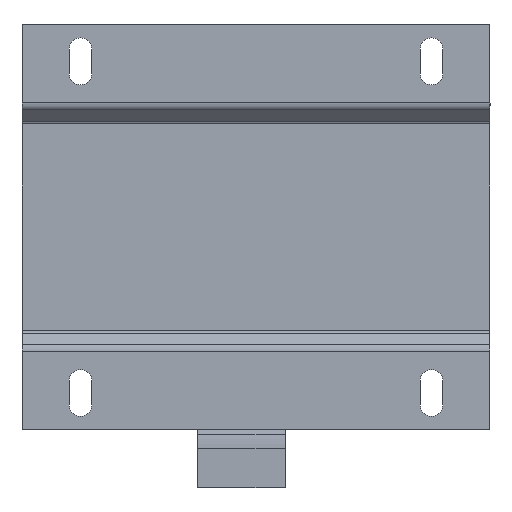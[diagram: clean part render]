
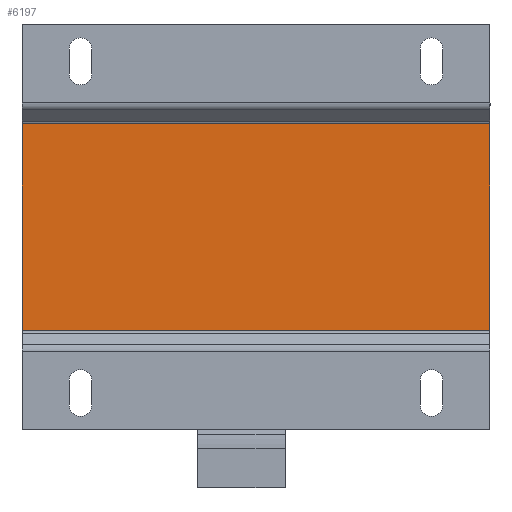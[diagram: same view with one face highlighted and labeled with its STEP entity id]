
A CAD part, front view. The second image highlights one B-rep face of the part: STEP entity #6197.
In plain terms, the highlighted planar face has unit normal (0, -1, 0).
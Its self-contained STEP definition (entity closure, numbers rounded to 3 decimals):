
#133 = VECTOR ( 'NONE', #8655, 1000. ) ;
#358 = CARTESIAN_POINT ( 'NONE',  ( -60., -51.5, 52. ) ) ;
#993 = EDGE_LOOP ( 'NONE', ( #8560, #8134, #4025, #1711 ) ) ;
#1602 = AXIS2_PLACEMENT_3D ( 'NONE', #2638, #5757, #9686 ) ;
#1711 = ORIENTED_EDGE ( 'NONE', *, *, #7284, .F. ) ;
#1733 = CARTESIAN_POINT ( 'NONE',  ( 0., -51.5, 26.5 ) ) ;
#2037 = FACE_OUTER_BOUND ( 'NONE', #993, .T. ) ;
#2106 = LINE ( 'NONE', #5096, #3985 ) ;
#2217 = LINE ( 'NONE', #6324, #133 ) ;
#2254 = CARTESIAN_POINT ( 'NONE',  ( -60., -51.5, -26.5 ) ) ;
#2638 = CARTESIAN_POINT ( 'NONE',  ( 0., -51.5, 0. ) ) ;
#2747 = EDGE_CURVE ( 'NONE', #4116, #9749, #5384, .T. ) ;
#3126 = VECTOR ( 'NONE', #7981, 1000. ) ;
#3889 = EDGE_CURVE ( 'NONE', #8998, #6912, #2106, .T. ) ;
#3985 = VECTOR ( 'NONE', #7431, 1000. ) ;
#4025 = ORIENTED_EDGE ( 'NONE', *, *, #2747, .T. ) ;
#4116 = VERTEX_POINT ( 'NONE', #8422 ) ;
#5096 = CARTESIAN_POINT ( 'NONE',  ( 0., -51.5, -26.5 ) ) ;
#5384 = LINE ( 'NONE', #1733, #3126 ) ;
#5757 = DIRECTION ( 'NONE',  ( 0., 1., 0. ) ) ;
#5940 = DIRECTION ( 'NONE',  ( 0., 0., 1. ) ) ;
#6197 = ADVANCED_FACE ( 'NONE', ( #2037 ), #9028, .F. ) ;
#6324 = CARTESIAN_POINT ( 'NONE',  ( 60., -51.5, 52. ) ) ;
#6912 = VERTEX_POINT ( 'NONE', #2254 ) ;
#7139 = LINE ( 'NONE', #358, #7495 ) ;
#7284 = EDGE_CURVE ( 'NONE', #6912, #9749, #7139, .T. ) ;
#7431 = DIRECTION ( 'NONE',  ( -1., 0., 0. ) ) ;
#7495 = VECTOR ( 'NONE', #5940, 1000. ) ;
#7981 = DIRECTION ( 'NONE',  ( -1., 0., 0. ) ) ;
#8134 = ORIENTED_EDGE ( 'NONE', *, *, #9449, .F. ) ;
#8422 = CARTESIAN_POINT ( 'NONE',  ( 60., -51.5, 26.5 ) ) ;
#8560 = ORIENTED_EDGE ( 'NONE', *, *, #3889, .F. ) ;
#8655 = DIRECTION ( 'NONE',  ( 0., 0., -1. ) ) ;
#8713 = CARTESIAN_POINT ( 'NONE',  ( 60., -51.5, -26.5 ) ) ;
#8998 = VERTEX_POINT ( 'NONE', #8713 ) ;
#9028 = PLANE ( 'NONE',  #1602 ) ;
#9054 = CARTESIAN_POINT ( 'NONE',  ( -60., -51.5, 26.5 ) ) ;
#9449 = EDGE_CURVE ( 'NONE', #4116, #8998, #2217, .T. ) ;
#9686 = DIRECTION ( 'NONE',  ( 0., 0., 1. ) ) ;
#9749 = VERTEX_POINT ( 'NONE', #9054 ) ;
